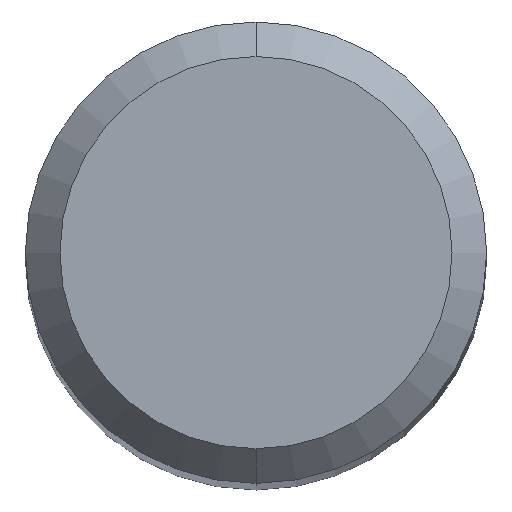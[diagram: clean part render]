
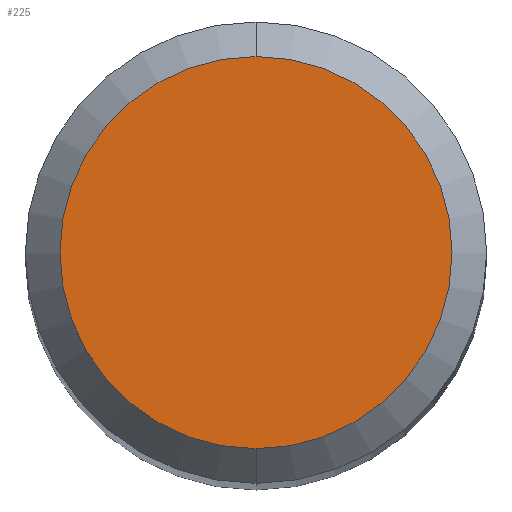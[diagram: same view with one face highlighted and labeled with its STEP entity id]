
A CAD part, top view. The second image highlights one B-rep face of the part: STEP entity #225.
In plain terms, the highlighted planar face has unit normal (0, 0, 1).
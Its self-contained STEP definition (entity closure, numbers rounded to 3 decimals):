
#191=EDGE_CURVE('',#391,#219,#507,.T.);
#219=VERTEX_POINT('',#537);
#225=ADVANCED_FACE('',(#545),#546,.T.);
#343=EDGE_CURVE('',#219,#391,#677,.T.);
#391=VERTEX_POINT('',#726);
#507=CIRCLE('',#855,1.7);
#537=CARTESIAN_POINT('',(0.,-1.7,0.0));
#545=FACE_OUTER_BOUND('',#960,.T.);
#546=PLANE('',#961);
#677=CIRCLE('',#1220,1.7);
#726=CARTESIAN_POINT('',(0.0,1.7,0.0));
#855=AXIS2_PLACEMENT_3D('',#1491,#1492,#1493);
#960=EDGE_LOOP('',(#1531,#1532));
#961=AXIS2_PLACEMENT_3D('',#1533,#1534,#1535);
#1220=AXIS2_PLACEMENT_3D('',#1687,#1688,#1689);
#1491=CARTESIAN_POINT('',(0.0,0.0,0.0));
#1492=DIRECTION('',(0.0,0.0,-1.0));
#1493=DIRECTION('',(0.0,1.0,0.0));
#1531=ORIENTED_EDGE('',*,*,#191,.F.);
#1532=ORIENTED_EDGE('',*,*,#343,.F.);
#1533=CARTESIAN_POINT('',(0.0,0.85,0.0));
#1534=DIRECTION('',(-0.0,0.0,1.0));
#1535=DIRECTION('',(0.0,-1.0,0.0));
#1687=CARTESIAN_POINT('',(0.0,0.0,0.0));
#1688=DIRECTION('',(0.0,0.0,-1.0));
#1689=DIRECTION('',(0.0,1.0,0.0));
